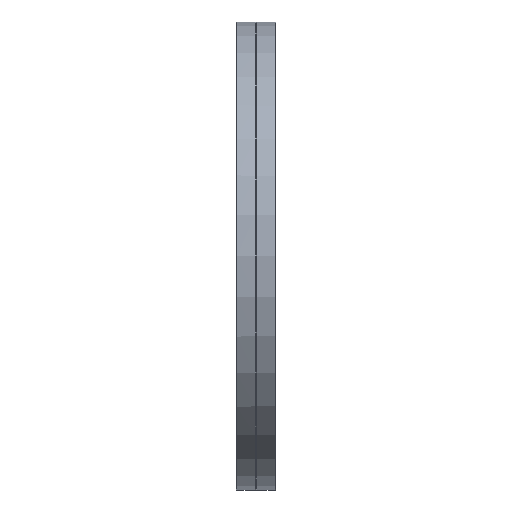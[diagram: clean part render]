
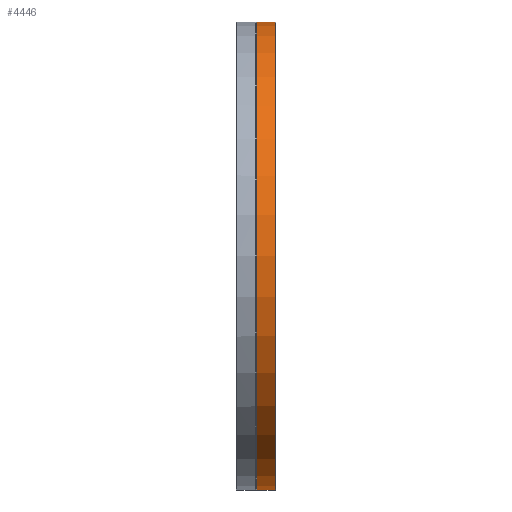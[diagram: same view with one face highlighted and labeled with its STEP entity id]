
A CAD part, left-side view. The second image highlights one B-rep face of the part: STEP entity #4446.
In plain terms, the highlighted cylindrical face has radius 152 mm (diameter 304 mm), a full revolution.
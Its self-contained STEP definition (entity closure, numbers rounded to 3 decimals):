
#363=CYLINDRICAL_SURFACE('',#4830,152.);
#452=FACE_OUTER_BOUND('',#752,.T.);
#752=EDGE_LOOP('',(#3221,#3222,#3223,#3224,#3225,#3226,#3227));
#1039=LINE('',#6729,#1286);
#1286=VECTOR('',#5528,152.);
#1572=CIRCLE('',#4792,152.);
#1573=CIRCLE('',#4793,152.);
#1609=CIRCLE('',#4831,152.);
#1610=CIRCLE('',#4832,152.);
#1611=CIRCLE('',#4833,152.);
#1886=VERTEX_POINT('',#6646);
#1887=VERTEX_POINT('',#6647);
#1923=VERTEX_POINT('',#6723);
#1924=VERTEX_POINT('',#6724);
#1925=VERTEX_POINT('',#6726);
#2375=EDGE_CURVE('',#1886,#1887,#1572,.T.);
#2376=EDGE_CURVE('',#1887,#1886,#1573,.T.);
#2413=EDGE_CURVE('',#1923,#1924,#1609,.T.);
#2414=EDGE_CURVE('',#1925,#1923,#1610,.T.);
#2415=EDGE_CURVE('',#1924,#1925,#1611,.T.);
#2416=EDGE_CURVE('',#1924,#1887,#1039,.T.);
#3221=ORIENTED_EDGE('',*,*,#2413,.F.);
#3222=ORIENTED_EDGE('',*,*,#2414,.F.);
#3223=ORIENTED_EDGE('',*,*,#2415,.F.);
#3224=ORIENTED_EDGE('',*,*,#2416,.T.);
#3225=ORIENTED_EDGE('',*,*,#2375,.F.);
#3226=ORIENTED_EDGE('',*,*,#2376,.F.);
#3227=ORIENTED_EDGE('',*,*,#2416,.F.);
#4446=ADVANCED_FACE('',(#452),#363,.T.);
#4792=AXIS2_PLACEMENT_3D('',#6648,#5443,#5444);
#4793=AXIS2_PLACEMENT_3D('',#6649,#5445,#5446);
#4830=AXIS2_PLACEMENT_3D('',#6722,#5520,#5521);
#4831=AXIS2_PLACEMENT_3D('',#6725,#5522,#5523);
#4832=AXIS2_PLACEMENT_3D('',#6727,#5524,#5525);
#4833=AXIS2_PLACEMENT_3D('',#6728,#5526,#5527);
#5443=DIRECTION('center_axis',(0.,-1.,0.));
#5444=DIRECTION('ref_axis',(1.,0.,0.));
#5445=DIRECTION('center_axis',(0.,-1.,0.));
#5446=DIRECTION('ref_axis',(1.,0.,0.));
#5520=DIRECTION('center_axis',(0.,1.,0.));
#5521=DIRECTION('ref_axis',(-1.,0.,0.));
#5522=DIRECTION('center_axis',(0.,1.,0.));
#5523=DIRECTION('ref_axis',(1.,0.,0.));
#5524=DIRECTION('center_axis',(0.,1.,0.));
#5525=DIRECTION('ref_axis',(1.,0.,0.));
#5526=DIRECTION('center_axis',(0.,1.,0.));
#5527=DIRECTION('ref_axis',(1.,0.,0.));
#5528=DIRECTION('',(0.,-1.,0.));
#6646=CARTESIAN_POINT('',(-152.,0.5,0.));
#6647=CARTESIAN_POINT('',(152.,0.5,0.));
#6648=CARTESIAN_POINT('Origin',(0.,0.5,0.));
#6649=CARTESIAN_POINT('Origin',(0.,0.5,0.));
#6722=CARTESIAN_POINT('Origin',(0.,6.231,0.));
#6723=CARTESIAN_POINT('',(-152.,12.463,0.));
#6724=CARTESIAN_POINT('',(152.,12.463,0.));
#6725=CARTESIAN_POINT('Origin',(0.,12.463,0.));
#6726=CARTESIAN_POINT('',(0.,12.463,-152.));
#6727=CARTESIAN_POINT('Origin',(0.,12.463,0.));
#6728=CARTESIAN_POINT('Origin',(0.,12.463,0.));
#6729=CARTESIAN_POINT('',(152.,6.231,0.));
